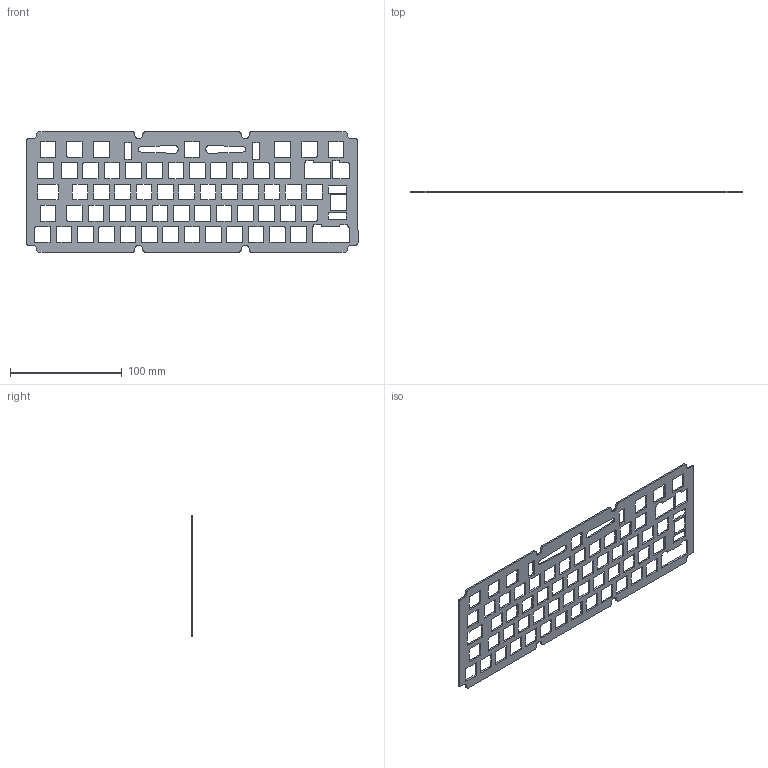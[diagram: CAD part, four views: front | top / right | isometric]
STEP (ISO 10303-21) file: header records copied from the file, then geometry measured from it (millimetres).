
FILE_DESCRIPTION (( 'STEP AP214' ), '1' );
FILE_NAME ('Plate ISO1.3 NO CUT.STEP', '2022-05-24T14:52:20', ( '' ), ( '' ), 'SwSTEP 2.0', 'SolidWorks 2018', '' );
FILE_SCHEMA (( 'AUTOMOTIVE_DESIGN' ));
Length unit declared in the file: millimetre
Products named in the file (1): Plate ISO1.3 NO CUT
Bounding box: 296.7 x 1.5 x 107.7 mm (x, y, z)
Volume: 27043.6 mm3; surface area: 43051.2 mm2
Topology: 1 solids, 1 shells, 610 faces, 1824 edges, 1216 vertices
Faces by surface type: plane 309, cylinder 301
Entity records: 20996 total; most frequent: CARTESIAN_POINT 3651, DIRECTION 3648, ORIENTED_EDGE 3648, EDGE_CURVE 1824, VECTOR 1222, LINE 1222, VERTEX_POINT 1216, AXIS2_PLACEMENT_3D 1213
